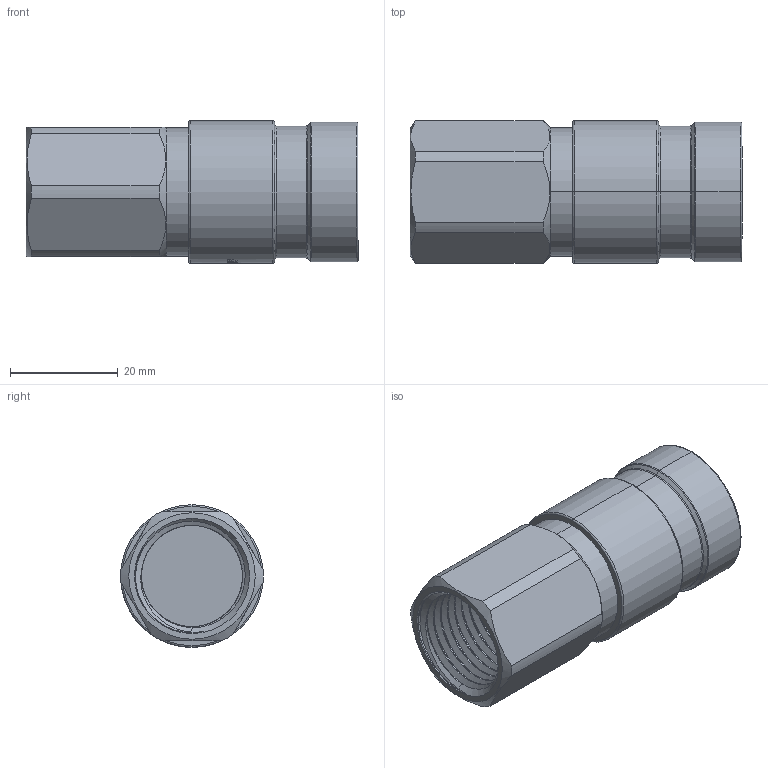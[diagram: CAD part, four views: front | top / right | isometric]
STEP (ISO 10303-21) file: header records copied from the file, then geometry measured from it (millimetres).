
FILE_DESCRIPTION (( 'STEP AP214' ), '1' );
FILE_NAME ('BSL 08S G12F-SS-FK.STEP', '2025-01-20T07:12:39', ( 'Windows 蚚誧' ), ( '' ), 'SwSTEP 2.0', 'SolidWorks 2023', '' );
FILE_SCHEMA (( 'AUTOMOTIVE_DESIGN' ));
Length unit declared in the file: millimetre
Products named in the file (1): BSL 08S G12F-SS-FK
Bounding box: 61.7 x 26.5 x 26.5 mm (x, y, z)
Volume: 23024.7 mm3; surface area: 8675.6 mm2
Topology: 1 solids, 1 shells, 313 faces, 802 edges, 525 vertices
Faces by surface type: bspline 113, cylinder 83, plane 76, sphere 16, torus 14, cone 11
Entity records: 22439 total; most frequent: CARTESIAN_POINT 12914, ORIENTED_EDGE 1604, EDGE_CURVE 802, B_SPLINE_CURVE_WITH_KNOTS 643, DIRECTION 642, VERTEX_POINT 525, EDGE_LOOP 347, UNCERTAINTY_MEASURE_WITH_UNIT 315
